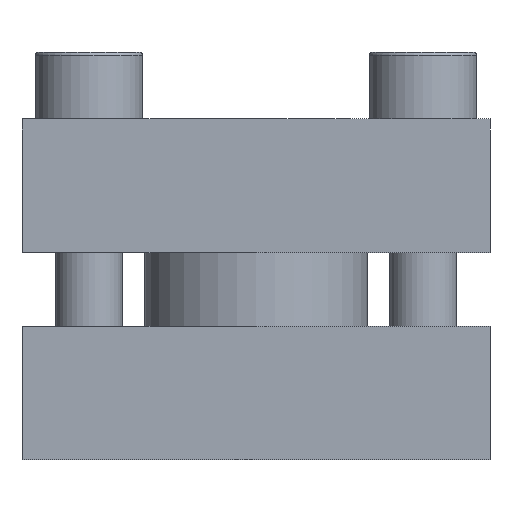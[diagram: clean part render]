
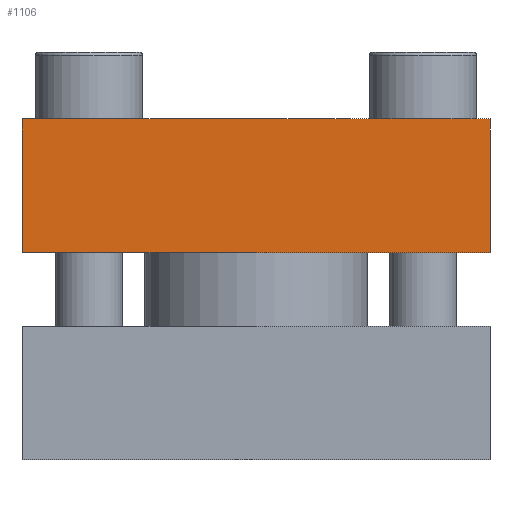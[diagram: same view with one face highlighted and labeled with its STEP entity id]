
A CAD part, front view. The second image highlights one B-rep face of the part: STEP entity #1106.
In plain terms, the highlighted planar face has unit normal (0, -1, 0).
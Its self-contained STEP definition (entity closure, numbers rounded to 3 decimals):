
#1050=CARTESIAN_POINT('',(35.,-155.,25.5));
#1051=VERTEX_POINT('',#1050);
#1058=CARTESIAN_POINT('',(35.,-155.,5.5));
#1059=VERTEX_POINT('',#1058);
#1060=CARTESIAN_POINT('',(35.,-155.,5.5));
#1061=DIRECTION('',(-0.,-0.,1.));
#1062=VECTOR('',#1061,20.);
#1063=LINE('',#1060,#1062);
#1064=EDGE_CURVE('NONE',#1059,#1051,#1063,.T.);
#1076=CARTESIAN_POINT('',(-35.,-155.,5.5));
#1077=DIRECTION('',(0.,1.,0.));
#1078=DIRECTION('',(1.,0.,0.));
#1079=AXIS2_PLACEMENT_3D('',#1076,#1077,#1078);
#1080=PLANE('',#1079);
#1081=CARTESIAN_POINT('',(-35.,-155.,25.5));
#1082=VERTEX_POINT('',#1081);
#1083=CARTESIAN_POINT('',(35.,-155.,25.5));
#1084=DIRECTION('',(-1.,-0.,-0.));
#1085=VECTOR('',#1084,70.);
#1086=LINE('',#1083,#1085);
#1087=EDGE_CURVE('NONE',#1051,#1082,#1086,.T.);
#1088=ORIENTED_EDGE('',*,*,#1087,.T.);
#1089=CARTESIAN_POINT('',(-35.,-155.,5.5));
#1090=VERTEX_POINT('',#1089);
#1091=CARTESIAN_POINT('',(-35.,-155.,5.5));
#1092=DIRECTION('',(-0.,-0.,1.));
#1093=VECTOR('',#1092,20.);
#1094=LINE('',#1091,#1093);
#1095=EDGE_CURVE('NONE',#1090,#1082,#1094,.T.);
#1096=ORIENTED_EDGE('',*,*,#1095,.F.);
#1097=CARTESIAN_POINT('',(35.,-155.,5.5));
#1098=DIRECTION('',(-1.,-0.,-0.));
#1099=VECTOR('',#1098,70.);
#1100=LINE('',#1097,#1099);
#1101=EDGE_CURVE('NONE',#1059,#1090,#1100,.T.);
#1102=ORIENTED_EDGE('',*,*,#1101,.F.);
#1103=ORIENTED_EDGE('',*,*,#1064,.T.);
#1104=EDGE_LOOP('',(#1088,#1096,#1102,#1103));
#1105=FACE_BOUND('',#1104,.T.);
#1106=ADVANCED_FACE('NONE',(#1105),#1080,.F.);
